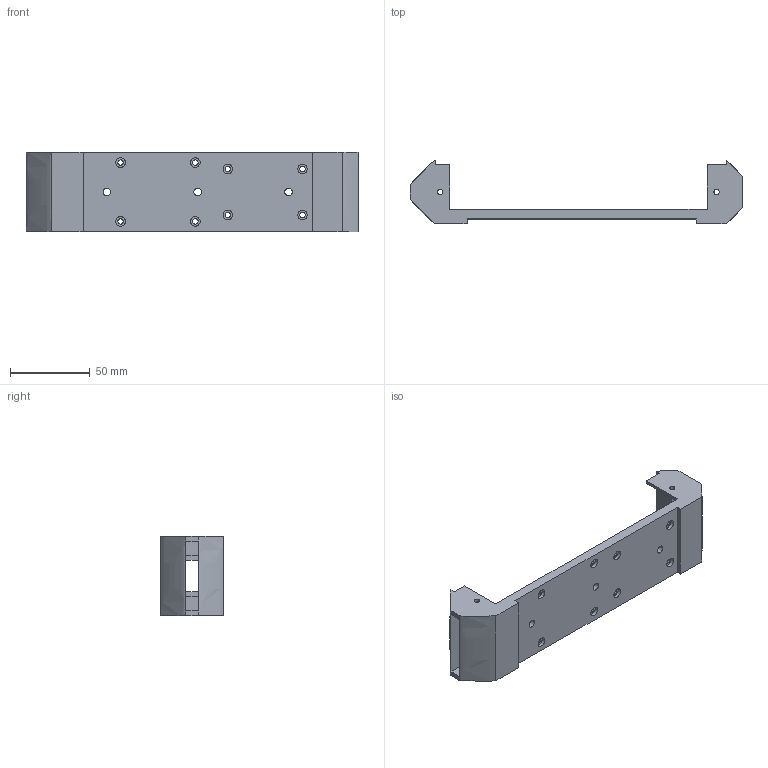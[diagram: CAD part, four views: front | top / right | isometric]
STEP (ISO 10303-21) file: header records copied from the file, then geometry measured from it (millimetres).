
FILE_DESCRIPTION(/* description */ (''),/* implementation_level */ '2;1');
FILE_NAME(/* name */ 'ElectronicsBox.step',/* time_stamp */ '2023-05-04T14:50:38+01:00',/* author */ (''),/* organization */ (''),/* preprocessor_version */ 'ST-DEVELOPER v19.2',/* originating_system */ 'Autodesk Translation Framework v12.4.0.73',/* authorisation */ '');
FILE_SCHEMA (('AUTOMOTIVE_DESIGN { 1 0 10303 214 3 1 1 }'));
Length unit declared in the file: millimetre
Products named in the file (1): Rover
Bounding box: 208.8 x 40 x 50 mm (x, y, z)
Volume: 90376.9 mm3; surface area: 34945.7 mm2
Topology: 1 solids, 1 shells, 72 faces, 185 edges, 122 vertices
Faces by surface type: plane 45, cylinder 23, bspline 4
Full cylindrical faces by diameter (mm): 3.4 x12, 4.9 x3, 6 x8
Entity records: 2616 total; most frequent: CARTESIAN_POINT 752, ORIENTED_EDGE 370, DIRECTION 345, EDGE_CURVE 185, VERTEX_POINT 122, LINE 115, VECTOR 115, AXIS2_PLACEMENT_3D 115
